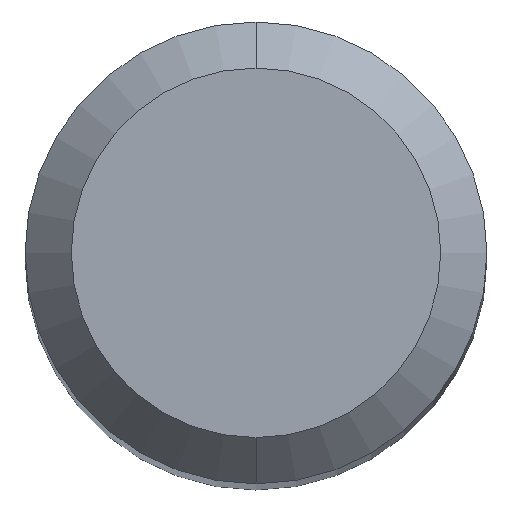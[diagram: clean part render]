
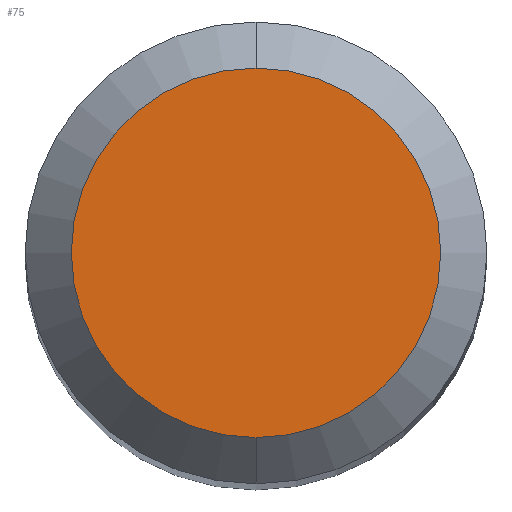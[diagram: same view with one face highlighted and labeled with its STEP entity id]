
A CAD part, top view. The second image highlights one B-rep face of the part: STEP entity #75.
In plain terms, the highlighted planar face has unit normal (0, 0, 1).
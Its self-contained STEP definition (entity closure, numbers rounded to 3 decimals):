
#11 = CARTESIAN_POINT ( 'NONE',  ( 0., 0., 30. ) ) ;
#51 = ORIENTED_EDGE ( 'NONE', *, *, #59, .F. ) ;
#57 = VERTEX_POINT ( 'NONE', #332 ) ;
#59 = EDGE_CURVE ( 'NONE', #57, #165, #348, .T. ) ;
#73 = AXIS2_PLACEMENT_3D ( 'NONE', #152, #268, #299 ) ;
#75 = ADVANCED_FACE ( 'NONE', ( #271 ), #129, .F. ) ;
#105 = CIRCLE ( 'NONE', #316, 1.2 ) ;
#129 = PLANE ( 'NONE',  #174 ) ;
#132 = CARTESIAN_POINT ( 'NONE',  ( 0., 0., 30. ) ) ;
#139 = EDGE_CURVE ( 'NONE', #165, #57, #105, .T. ) ;
#152 = CARTESIAN_POINT ( 'NONE',  ( 0., 0., 30. ) ) ;
#163 = EDGE_LOOP ( 'NONE', ( #51, #175 ) ) ;
#165 = VERTEX_POINT ( 'NONE', #220 ) ;
#174 = AXIS2_PLACEMENT_3D ( 'NONE', #132, #243, #358 ) ;
#175 = ORIENTED_EDGE ( 'NONE', *, *, #139, .F. ) ;
#220 = CARTESIAN_POINT ( 'NONE',  ( 0., -1.2, 30. ) ) ;
#243 = DIRECTION ( 'NONE',  ( 0., 0., -1. ) ) ;
#268 = DIRECTION ( 'NONE',  ( 0., 0., -1. ) ) ;
#271 = FACE_OUTER_BOUND ( 'NONE', #163, .T. ) ;
#281 = DIRECTION ( 'NONE',  ( 0., 0., -1. ) ) ;
#299 = DIRECTION ( 'NONE',  ( 0., 1., 0. ) ) ;
#316 = AXIS2_PLACEMENT_3D ( 'NONE', #11, #281, #346 ) ;
#332 = CARTESIAN_POINT ( 'NONE',  ( 0., 1.2, 30. ) ) ;
#346 = DIRECTION ( 'NONE',  ( 0., 1., 0. ) ) ;
#348 = CIRCLE ( 'NONE', #73, 1.2 ) ;
#358 = DIRECTION ( 'NONE',  ( 0., 1., 0. ) ) ;
